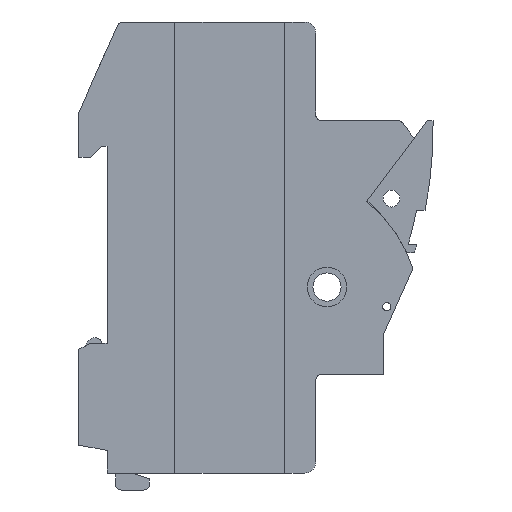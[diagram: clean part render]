
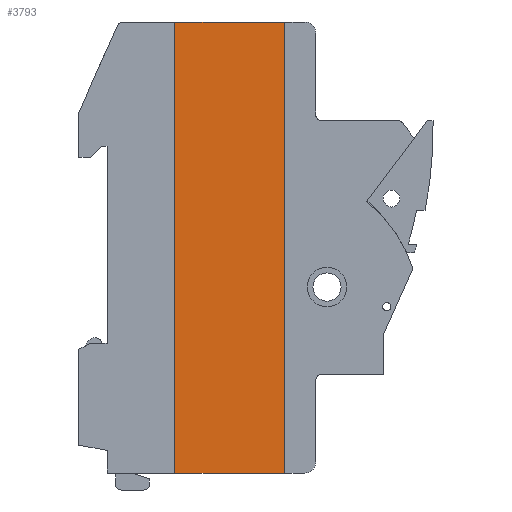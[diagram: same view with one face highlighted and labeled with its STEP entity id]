
A CAD part, left-side view. The second image highlights one B-rep face of the part: STEP entity #3793.
In plain terms, the highlighted face is planar.
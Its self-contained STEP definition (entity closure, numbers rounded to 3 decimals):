
#931=ORIENTED_EDGE('',*,*,#1350,.F.);
#932=ORIENTED_EDGE('',*,*,#1660,.F.);
#933=ORIENTED_EDGE('',*,*,#1319,.T.);
#934=ORIENTED_EDGE('',*,*,#1659,.T.);
#1319=EDGE_CURVE('',#1857,#1855,#2223,.T.);
#1350=EDGE_CURVE('',#1887,#1876,#2254,.T.);
#1659=EDGE_CURVE('',#1855,#1876,#2497,.T.);
#1660=EDGE_CURVE('',#1857,#1887,#2498,.T.);
#1855=VERTEX_POINT('',#5563);
#1857=VERTEX_POINT('',#5566);
#1876=VERTEX_POINT('',#5606);
#1887=VERTEX_POINT('',#5627);
#2223=LINE('',#5565,#2623);
#2254=LINE('',#5628,#2654);
#2497=LINE('',#6260,#2897);
#2498=LINE('',#6262,#2898);
#2623=VECTOR('',#4492,1000.);
#2654=VECTOR('',#4525,1000.);
#2897=VECTOR('',#5146,1000.);
#2898=VECTOR('',#5149,1000.);
#3174=EDGE_LOOP('',(#931,#932,#933,#934));
#3428=FACE_BOUND('',#3174,.T.);
#3618=PLANE('',#4341);
#3793=ADVANCED_FACE('',(#3428),#3618,.T.);
#4341=AXIS2_PLACEMENT_3D('',#6263,#5150,#5151);
#4492=DIRECTION('',(-1.,0.,0.));
#4525=DIRECTION('',(-1.,0.,0.));
#5146=DIRECTION('',(0.,-1.,0.));
#5149=DIRECTION('',(0.,-1.,0.));
#5150=DIRECTION('',(0.,0.,1.));
#5151=DIRECTION('',(1.,0.,0.));
#5563=CARTESIAN_POINT('',(17.,80.,8.5));
#5565=CARTESIAN_POINT('',(36.5,80.,8.5));
#5566=CARTESIAN_POINT('',(36.5,80.,8.5));
#5606=CARTESIAN_POINT('',(17.,0.,8.5));
#5627=CARTESIAN_POINT('',(36.5,0.,8.5));
#5628=CARTESIAN_POINT('',(36.5,0.,8.5));
#6260=CARTESIAN_POINT('',(17.,80.,8.5));
#6262=CARTESIAN_POINT('',(36.5,80.,8.5));
#6263=CARTESIAN_POINT('',(36.5,80.,8.5));
